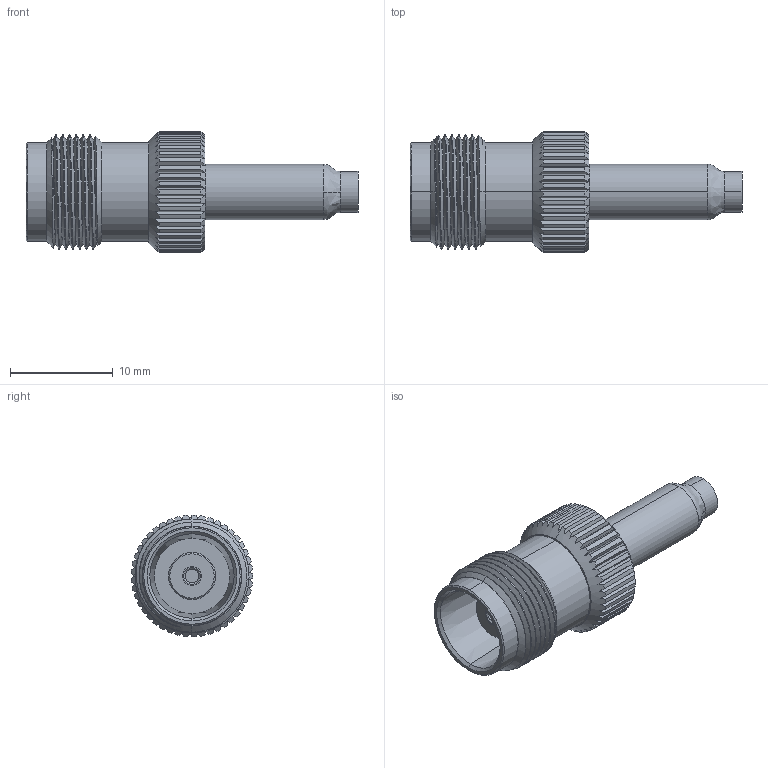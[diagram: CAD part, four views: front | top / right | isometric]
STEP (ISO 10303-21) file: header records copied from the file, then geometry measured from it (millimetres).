
FILE_DESCRIPTION (( 'STEP AP203' ), '1' );
FILE_NAME ('PE4462.step', '2019-01-22T15:14:56', ( '' ), ( '' ), 'SwSTEP 2.0', 'SolidWorks 2017', '' );
FILE_SCHEMA (( 'CONFIG_CONTROL_DESIGN' ));
Length unit declared in the file: inch
Products named in the file (1): PE4462
Bounding box: 32.37 x 11.87 x 11.87 mm (x, y, z)
Volume: 1349.6 mm3; surface area: 1876.3 mm2
Topology: 2 solids, 2 shells, 244 faces, 672 edges, 440 vertices
Faces by surface type: plane 126, cylinder 89, cone 22, bspline 7
Entity records: 9413 total; most frequent: CARTESIAN_POINT 3493, ORIENTED_EDGE 1344, DIRECTION 1092, EDGE_CURVE 672, VERTEX_POINT 440, AXIS2_PLACEMENT_3D 430, EDGE_LOOP 254, ADVANCED_FACE 244
